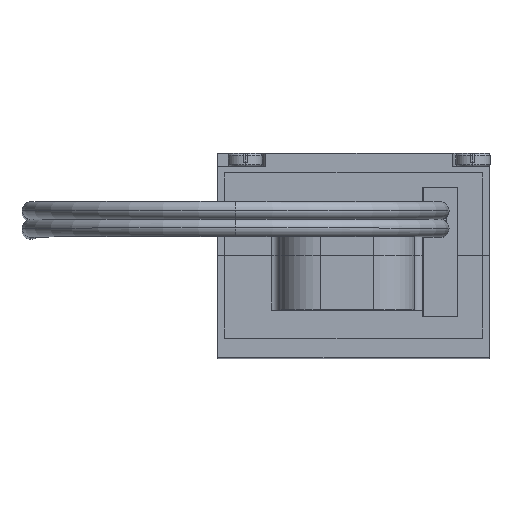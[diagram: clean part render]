
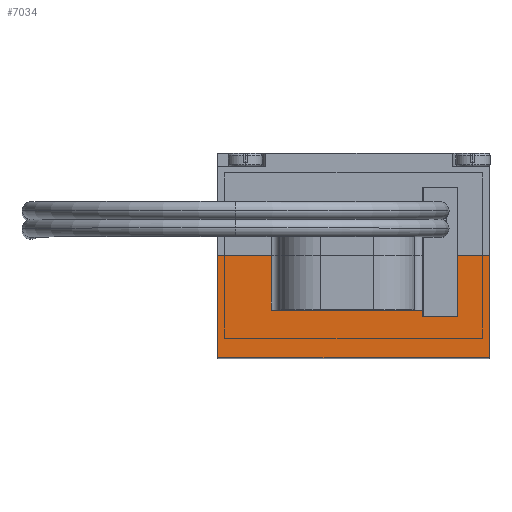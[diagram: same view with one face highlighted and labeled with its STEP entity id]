
A CAD part, top view. The second image highlights one B-rep face of the part: STEP entity #7034.
In plain terms, the highlighted planar face has unit normal (0, 0, 1).
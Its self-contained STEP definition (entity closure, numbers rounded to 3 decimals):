
#68 = ORIENTED_EDGE ( 'NONE', *, *, #10630, .F. ) ;
#72 = VECTOR ( 'NONE', #5628, 1000. ) ;
#425 = LINE ( 'NONE', #5644, #72 ) ;
#534 = LINE ( 'NONE', #8295, #6391 ) ;
#616 = CARTESIAN_POINT ( 'NONE',  ( 0., 0., 0. ) ) ;
#661 = VECTOR ( 'NONE', #5307, 1000. ) ;
#841 = LINE ( 'NONE', #5143, #661 ) ;
#1237 = ORIENTED_EDGE ( 'NONE', *, *, #1375, .T. ) ;
#1272 = LINE ( 'NONE', #12718, #10216 ) ;
#1375 = EDGE_CURVE ( 'NONE', #4369, #13689, #4939, .T. ) ;
#1880 = CARTESIAN_POINT ( 'NONE',  ( 17.6, 3., 0. ) ) ;
#1961 = VERTEX_POINT ( 'NONE', #3855 ) ;
#2102 = CARTESIAN_POINT ( 'NONE',  ( 15., 3., 0. ) ) ;
#2467 = CARTESIAN_POINT ( 'NONE',  ( 0., 7.5, 0. ) ) ;
#2489 = DIRECTION ( 'NONE',  ( 1., 0., 0. ) ) ;
#2557 = EDGE_CURVE ( 'NONE', #6297, #10546, #7195, .T. ) ;
#2765 = EDGE_CURVE ( 'NONE', #10546, #1961, #425, .T. ) ;
#2931 = VECTOR ( 'NONE', #7317, 1000. ) ;
#3855 = CARTESIAN_POINT ( 'NONE',  ( 3.9, 7.5, 0. ) ) ;
#3904 = FACE_OUTER_BOUND ( 'NONE', #7379, .T. ) ;
#3916 = ORIENTED_EDGE ( 'NONE', *, *, #14065, .F. ) ;
#3949 = CARTESIAN_POINT ( 'NONE',  ( 17.6, 7.5, 0. ) ) ;
#4369 = VERTEX_POINT ( 'NONE', #8603 ) ;
#4386 = ORIENTED_EDGE ( 'NONE', *, *, #14329, .F. ) ;
#4499 = DIRECTION ( 'NONE',  ( -1., 0., 0. ) ) ;
#4524 = DIRECTION ( 'NONE',  ( 0., 0., -1. ) ) ;
#4553 = CARTESIAN_POINT ( 'NONE',  ( 19.9, 7.5, 0. ) ) ;
#4574 = PLANE ( 'NONE',  #10910 ) ;
#4636 = VECTOR ( 'NONE', #11863, 1000. ) ;
#4641 = CARTESIAN_POINT ( 'NONE',  ( 19.9, 7.5, 0. ) ) ;
#4713 = VECTOR ( 'NONE', #9435, 1000. ) ;
#4715 = DIRECTION ( 'NONE',  ( 0., -1., 0. ) ) ;
#4849 = CARTESIAN_POINT ( 'NONE',  ( 15., 3.5, 0. ) ) ;
#4939 = LINE ( 'NONE', #2467, #4713 ) ;
#5143 = CARTESIAN_POINT ( 'NONE',  ( 15., 3., 0. ) ) ;
#5307 = DIRECTION ( 'NONE',  ( 0., 1., 0. ) ) ;
#5628 = DIRECTION ( 'NONE',  ( 0., 1., 0. ) ) ;
#5644 = CARTESIAN_POINT ( 'NONE',  ( 3.9, 7.5, 0. ) ) ;
#5664 = LINE ( 'NONE', #9718, #14090 ) ;
#5731 = CARTESIAN_POINT ( 'NONE',  ( 3.9, 3.5, 0. ) ) ;
#6221 = EDGE_CURVE ( 'NONE', #14631, #6297, #841, .T. ) ;
#6297 = VERTEX_POINT ( 'NONE', #4849 ) ;
#6320 = CARTESIAN_POINT ( 'NONE',  ( 4.5, 3.5, 0. ) ) ;
#6391 = VECTOR ( 'NONE', #2489, 1000. ) ;
#7034 = ADVANCED_FACE ( 'NONE', ( #3904 ), #4574, .F. ) ;
#7042 = CARTESIAN_POINT ( 'NONE',  ( 17.6, 3., 0. ) ) ;
#7195 = LINE ( 'NONE', #6320, #4636 ) ;
#7317 = DIRECTION ( 'NONE',  ( 1., 0., 0. ) ) ;
#7379 = EDGE_LOOP ( 'NONE', ( #11254, #8887, #14458, #1237, #14083, #68, #4386, #3916, #10317, #7620 ) ) ;
#7541 = VECTOR ( 'NONE', #4715, 1000. ) ;
#7620 = ORIENTED_EDGE ( 'NONE', *, *, #6221, .T. ) ;
#8295 = CARTESIAN_POINT ( 'NONE',  ( 19.9, 7.5, 0. ) ) ;
#8603 = CARTESIAN_POINT ( 'NONE',  ( 0., 7.5, 0. ) ) ;
#8887 = ORIENTED_EDGE ( 'NONE', *, *, #2765, .T. ) ;
#9133 = LINE ( 'NONE', #14136, #2931 ) ;
#9344 = CARTESIAN_POINT ( 'NONE',  ( 19.9, 7.5, 0. ) ) ;
#9378 = DIRECTION ( 'NONE',  ( 0., 1., 0. ) ) ;
#9435 = DIRECTION ( 'NONE',  ( 0., -1., 0. ) ) ;
#9718 = CARTESIAN_POINT ( 'NONE',  ( 19.9, 7.5, 0. ) ) ;
#9731 = EDGE_CURVE ( 'NONE', #14631, #11356, #12020, .T. ) ;
#9861 = VERTEX_POINT ( 'NONE', #12511 ) ;
#10216 = VECTOR ( 'NONE', #9378, 1000. ) ;
#10317 = ORIENTED_EDGE ( 'NONE', *, *, #9731, .F. ) ;
#10546 = VERTEX_POINT ( 'NONE', #5731 ) ;
#10630 = EDGE_CURVE ( 'NONE', #12872, #9861, #11294, .T. ) ;
#10860 = DIRECTION ( 'NONE',  ( 1., 0., 0. ) ) ;
#10910 = AXIS2_PLACEMENT_3D ( 'NONE', #4553, #4524, #4499 ) ;
#11254 = ORIENTED_EDGE ( 'NONE', *, *, #2557, .T. ) ;
#11294 = LINE ( 'NONE', #9344, #7541 ) ;
#11356 = VERTEX_POINT ( 'NONE', #7042 ) ;
#11667 = VECTOR ( 'NONE', #12271, 1000. ) ;
#11863 = DIRECTION ( 'NONE',  ( -1., 0., 0. ) ) ;
#12020 = LINE ( 'NONE', #1880, #11667 ) ;
#12271 = DIRECTION ( 'NONE',  ( 1., 0., 0. ) ) ;
#12511 = CARTESIAN_POINT ( 'NONE',  ( 19.9, 0., 0. ) ) ;
#12718 = CARTESIAN_POINT ( 'NONE',  ( 17.6, 3., 0. ) ) ;
#12872 = VERTEX_POINT ( 'NONE', #4641 ) ;
#13543 = VERTEX_POINT ( 'NONE', #3949 ) ;
#13689 = VERTEX_POINT ( 'NONE', #616 ) ;
#14065 = EDGE_CURVE ( 'NONE', #11356, #13543, #1272, .T. ) ;
#14083 = ORIENTED_EDGE ( 'NONE', *, *, #14246, .T. ) ;
#14090 = VECTOR ( 'NONE', #10860, 1000. ) ;
#14136 = CARTESIAN_POINT ( 'NONE',  ( 19.9, 0., 0. ) ) ;
#14246 = EDGE_CURVE ( 'NONE', #13689, #9861, #9133, .T. ) ;
#14329 = EDGE_CURVE ( 'NONE', #13543, #12872, #5664, .T. ) ;
#14458 = ORIENTED_EDGE ( 'NONE', *, *, #14871, .F. ) ;
#14631 = VERTEX_POINT ( 'NONE', #2102 ) ;
#14871 = EDGE_CURVE ( 'NONE', #4369, #1961, #534, .T. ) ;
